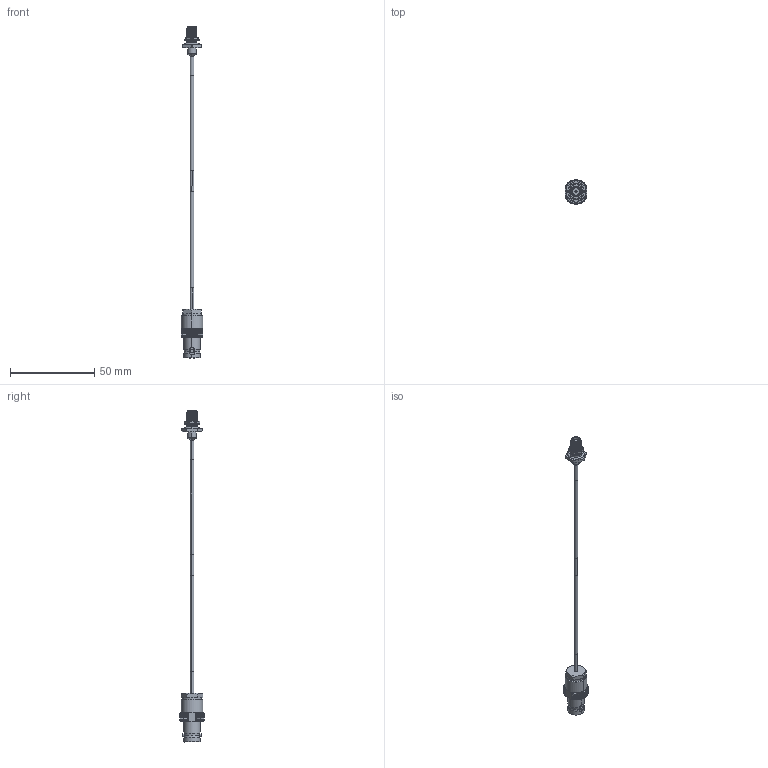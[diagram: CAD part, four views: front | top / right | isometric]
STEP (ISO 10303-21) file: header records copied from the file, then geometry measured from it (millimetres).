
FILE_DESCRIPTION (( 'STEP AP214' ), '1' );
FILE_NAME ('LCCA30538.step', '2020-06-19T13:08:11', ( '' ), ( '' ), 'SwSTEP 2.0', 'SolidWorks 2018', '' );
FILE_SCHEMA (( 'AUTOMOTIVE_DESIGN' ));
Length unit declared in the file: inch
Products named in the file (6): 1AW01-002_.08 ID; LCCN3041; LCCA30538; LCCN3044_HS; LCCN3048; LC085TB (085 FORMABLE)
Assembly tree (6 placements, depth 2):
  LCCA30538
    LC085TB (085 FORMABLE)
    1AW01-002_.08 ID  x2
    LCCN3041
    LCCN3048
    LCCN3044_HS
Bounding box: 12.95 x 14.48 x 197.36 mm (x, y, z)
Volume: 3795.4 mm3; surface area: 4392.6 mm2
Topology: 10 solids, 10 shells, 631 faces, 1559 edges, 958 vertices
Faces by surface type: plane 214, cone 165, cylinder 159, bspline 85, torus 8
Entity records: 34160 total; most frequent: CARTESIAN_POINT 20127, ORIENTED_EDGE 3094, DIRECTION 2484, EDGE_CURVE 1547, AXIS2_PLACEMENT_3D 1031, VERTEX_POINT 950, EDGE_LOOP 643, FACE_OUTER_BOUND 625
